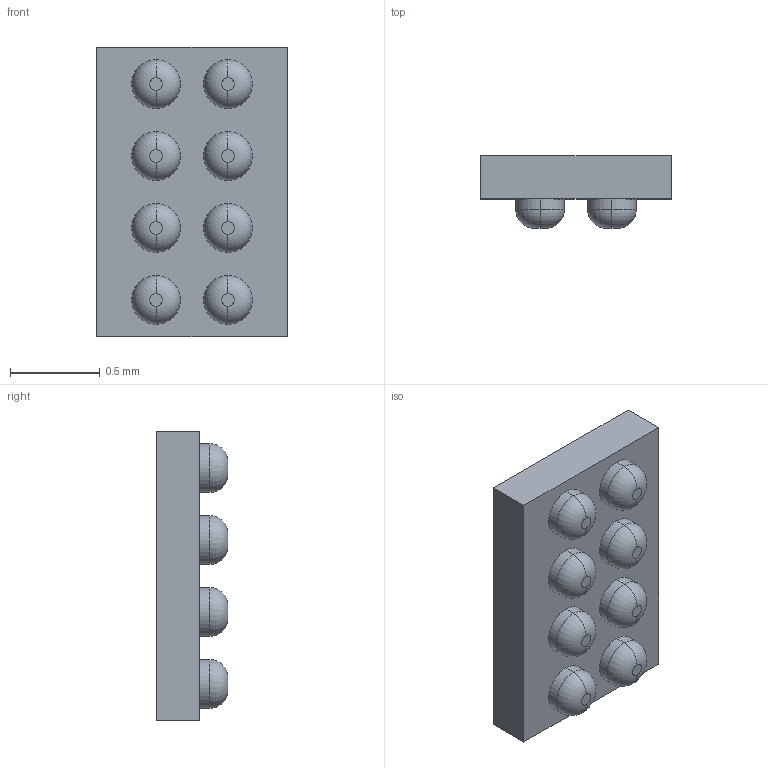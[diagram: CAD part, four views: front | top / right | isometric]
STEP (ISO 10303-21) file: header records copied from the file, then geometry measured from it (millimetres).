
FILE_DESCRIPTION (( 'STEP AP214' ), '1' );
FILE_NAME ('BQ21080YBGR.STEP', '2023-04-12T09:10:14', ( '' ), ( '' ), 'SwSTEP 2.0', 'SolidWorks 2021', '' );
FILE_SCHEMA (( 'AUTOMOTIVE_DESIGN' ));
Length unit declared in the file: millimetre
Products named in the file (1): BQ21080YBGR
Bounding box: 1.06 x 0.4 x 1.61 mm (x, y, z)
Volume: 0.5 mm3; surface area: 5.5 mm2
Topology: 1 solids, 1 shells, 46 faces, 92 edges, 56 vertices
Faces by surface type: torus 16, cylinder 16, plane 14
Entity records: 1752 total; most frequent: DIRECTION 250, CARTESIAN_POINT 195, ORIENTED_EDGE 184, AXIS2_PLACEMENT_3D 111, EDGE_CURVE 92, CIRCLE 64, VERTEX_POINT 56, EDGE_LOOP 54
